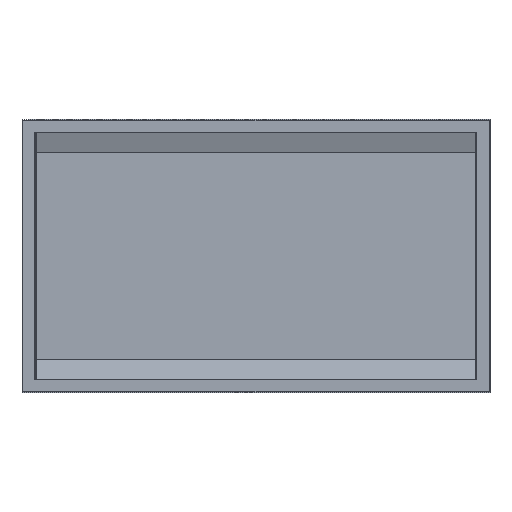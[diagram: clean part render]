
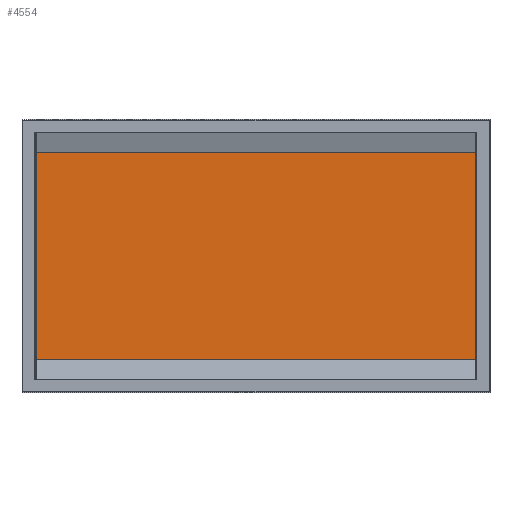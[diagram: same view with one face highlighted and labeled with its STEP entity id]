
A CAD part, front view. The second image highlights one B-rep face of the part: STEP entity #4554.
In plain terms, the highlighted planar face has unit normal (0, -1, 0).
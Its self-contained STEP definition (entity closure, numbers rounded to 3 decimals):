
#4367=DIRECTION('',(0.,0.,1.));
#4368=VECTOR('',#4367,398.694);
#4369=CARTESIAN_POINT('',(-423.,15.,-199.347));
#4370=LINE('',#4369,#4368);
#4371=DIRECTION('',(1.,0.,0.));
#4372=VECTOR('',#4371,846.);
#4373=CARTESIAN_POINT('',(-423.,15.,-199.347));
#4374=LINE('',#4373,#4372);
#4379=DIRECTION('',(1.,0.,0.));
#4380=VECTOR('',#4379,846.);
#4381=CARTESIAN_POINT('',(-423.,15.,199.347));
#4382=LINE('',#4381,#4380);
#4427=DIRECTION('',(0.,0.,1.));
#4428=VECTOR('',#4427,398.694);
#4429=CARTESIAN_POINT('',(423.,15.,-199.347));
#4430=LINE('',#4429,#4428);
#4464=CARTESIAN_POINT('',(423.,15.,-199.347));
#4466=VERTEX_POINT('',#4464);
#4467=CARTESIAN_POINT('',(423.,15.,199.347));
#4468=VERTEX_POINT('',#4467);
#4472=CARTESIAN_POINT('',(-423.,15.,-199.347));
#4474=VERTEX_POINT('',#4472);
#4475=CARTESIAN_POINT('',(-423.,15.,199.347));
#4476=VERTEX_POINT('',#4475);
#4541=CARTESIAN_POINT('',(-423.,15.,-199.347));
#4542=DIRECTION('',(0.,1.,0.));
#4543=DIRECTION('',(0.,0.,1.));
#4544=AXIS2_PLACEMENT_3D('',#4541,#4542,#4543);
#4545=PLANE('',#4544);
#4546=ORIENTED_EDGE('',*,*,#4521,.T.);
#4548=ORIENTED_EDGE('',*,*,#4547,.T.);
#4550=ORIENTED_EDGE('',*,*,#4549,.F.);
#4551=ORIENTED_EDGE('',*,*,#4532,.F.);
#4552=EDGE_LOOP('',(#4546,#4548,#4550,#4551));
#4553=FACE_OUTER_BOUND('',#4552,.F.);
#4554=ADVANCED_FACE('',(#4553),#4545,.F.);
#4521=EDGE_CURVE('',#4474,#4476,#4370,.T.);
#4532=EDGE_CURVE('',#4474,#4466,#4374,.T.);
#4547=EDGE_CURVE('',#4476,#4468,#4382,.T.);
#4549=EDGE_CURVE('',#4466,#4468,#4430,.T.);
